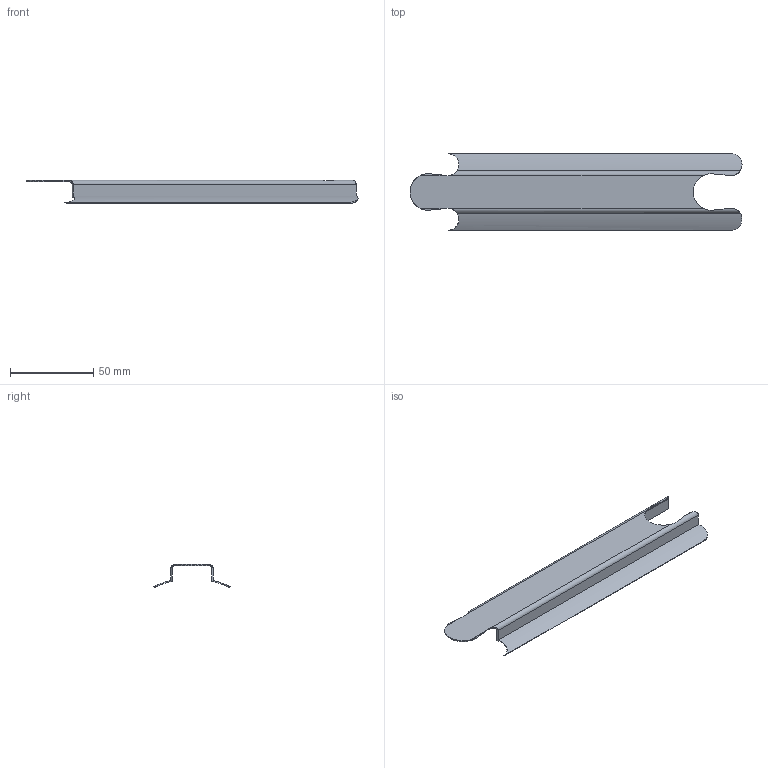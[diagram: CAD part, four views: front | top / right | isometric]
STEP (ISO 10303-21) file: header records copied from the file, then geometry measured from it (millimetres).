
FILE_DESCRIPTION(('STEP AP203'), '1');
FILE_NAME('Ãàðãðîò ìèä_1', '', ('UNSPECIFIED'), ('UNSPECIFIED'), 'C3D Converter', 'C3D Toolkit', '');
FILE_SCHEMA(('CONFIG_CONTROL_DESIGN'));
Length unit declared in the file: millimetre
Bounding box: 200 x 46.07 x 14.04 mm (x, y, z)
Volume: 7735.8 mm3; surface area: 22327.7 mm2
Topology: 1 solids, 1 shells, 34 faces, 96 edges, 64 vertices
Faces by surface type: cylinder 18, plane 16
Entity records: 2469 total; most frequent: CARTESIAN_POINT 1344, ORIENTED_EDGE 192, DIRECTION 142, EDGE_CURVE 96, VERTEX_POINT 64, LINE 48, VECTOR 48, AXIS2_PLACEMENT_3D 47
